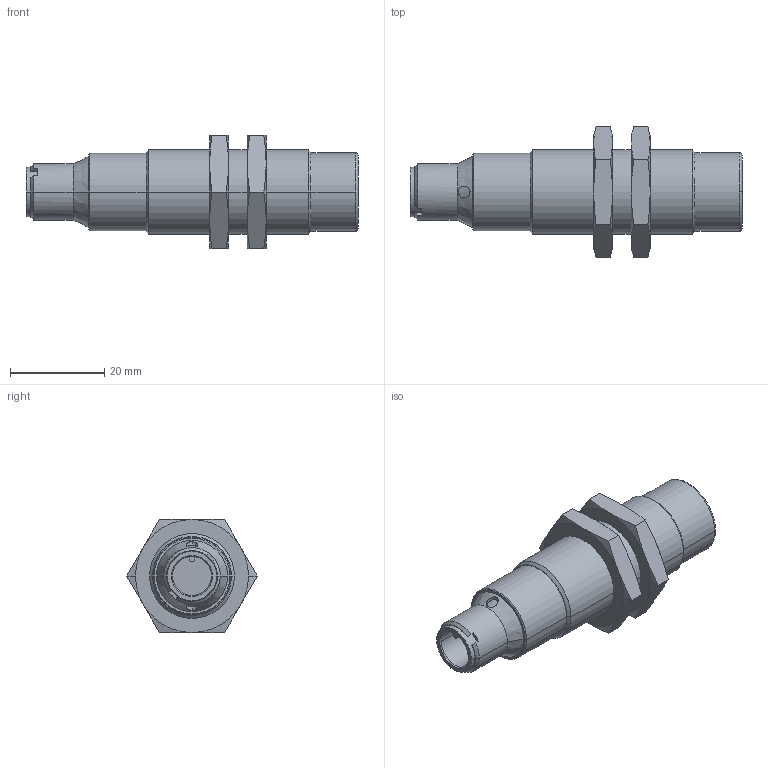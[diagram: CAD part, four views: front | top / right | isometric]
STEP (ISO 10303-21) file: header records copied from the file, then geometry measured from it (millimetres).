
FILE_DESCRIPTION (( 'STEP AP214' ), '1' );
FILE_NAME ('GG711S.STEP', '2025-02-21T11:15:43', ( '' ), ( '' ), 'SwSTEP 2.0', 'SolidWorks 2024', '' );
FILE_SCHEMA (( 'AUTOMOTIVE_DESIGN' ));
Length unit declared in the file: millimetre
Products named in the file (1): GG711S
Bounding box: 70.5 x 27.71 x 24 mm (x, y, z)
Volume: 16885 mm3; surface area: 6358.1 mm2
Topology: 3 solids, 3 shells, 113 faces, 253 edges, 152 vertices
Faces by surface type: cone 56, plane 33, cylinder 22, torus 2
Entity records: 3440 total; most frequent: CARTESIAN_POINT 978, DIRECTION 522, ORIENTED_EDGE 506, EDGE_CURVE 253, AXIS2_PLACEMENT_3D 219, VERTEX_POINT 152, EDGE_LOOP 123, ADVANCED_FACE 113
